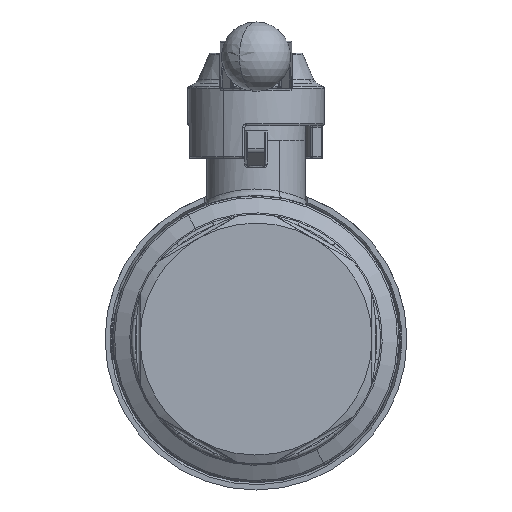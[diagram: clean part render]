
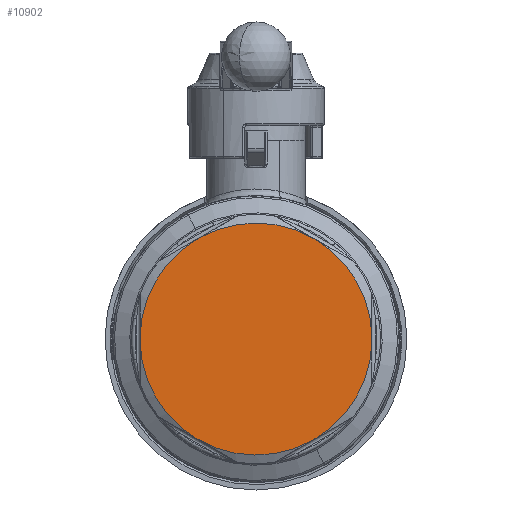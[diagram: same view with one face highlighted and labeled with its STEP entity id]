
A CAD part, front view. The second image highlights one B-rep face of the part: STEP entity #10902.
In plain terms, the highlighted planar face has unit normal (0, -1, 0).
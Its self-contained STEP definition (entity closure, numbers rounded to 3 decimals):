
#10374=CARTESIAN_POINT('Axis2P3D Location',(0.,-55.7,0.)) ;
#10378=CARTESIAN_POINT('Vertex',(16.3,-55.7,-29.838)) ;
#10380=CARTESIAN_POINT('Vertex',(17.,-55.7,-29.445)) ;
#10519=CARTESIAN_POINT('Vertex',(-34.,-55.7,0.)) ;
#10653=CARTESIAN_POINT('Vertex',(-17.,-55.7,-29.445)) ;
#10825=CARTESIAN_POINT('Axis2P3D Location',(0.,-55.7,0.)) ;
#10829=CARTESIAN_POINT('Vertex',(-16.3,-55.7,29.838)) ;
#10831=CARTESIAN_POINT('Vertex',(-17.,-55.7,29.445)) ;
#10853=CARTESIAN_POINT('Axis2P3D Location',(0.,-55.7,30.6)) ;
#10858=CARTESIAN_POINT('Axis2P3D Location',(0.,-55.7,0.)) ;
#10862=CARTESIAN_POINT('Vertex',(34.,-55.7,0.)) ;
#10865=CARTESIAN_POINT('Axis2P3D Location',(0.,-55.7,0.)) ;
#10869=CARTESIAN_POINT('Vertex',(17.,-55.7,29.445)) ;
#10872=CARTESIAN_POINT('Axis2P3D Location',(0.,-55.7,0.)) ;
#10877=CARTESIAN_POINT('Axis2P3D Location',(0.,-55.7,0.)) ;
#10882=CARTESIAN_POINT('Axis2P3D Location',(0.,-55.7,0.)) ;
#10887=CARTESIAN_POINT('Axis2P3D Location',(0.,-55.7,0.)) ;
#10375=DIRECTION('Axis2P3D Direction',(0.,1.,-0.)) ;
#10826=DIRECTION('Axis2P3D Direction',(0.,1.,-0.)) ;
#10854=DIRECTION('Axis2P3D Direction',(0.,-1.,0.)) ;
#10855=DIRECTION('Axis2P3D XDirection',(1.,0.,0.)) ;
#10859=DIRECTION('Axis2P3D Direction',(0.,-1.,0.)) ;
#10866=DIRECTION('Axis2P3D Direction',(0.,-1.,0.)) ;
#10873=DIRECTION('Axis2P3D Direction',(0.,-1.,0.)) ;
#10878=DIRECTION('Axis2P3D Direction',(0.,-1.,0.)) ;
#10883=DIRECTION('Axis2P3D Direction',(0.,-1.,0.)) ;
#10888=DIRECTION('Axis2P3D Direction',(0.,-1.,0.)) ;
#10376=AXIS2_PLACEMENT_3D('Circle Axis2P3D',#10374,#10375,$) ;
#10827=AXIS2_PLACEMENT_3D('Circle Axis2P3D',#10825,#10826,$) ;
#10856=AXIS2_PLACEMENT_3D('Plane Axis2P3D',#10853,#10854,#10855) ;
#10860=AXIS2_PLACEMENT_3D('Circle Axis2P3D',#10858,#10859,$) ;
#10867=AXIS2_PLACEMENT_3D('Circle Axis2P3D',#10865,#10866,$) ;
#10874=AXIS2_PLACEMENT_3D('Circle Axis2P3D',#10872,#10873,$) ;
#10879=AXIS2_PLACEMENT_3D('Circle Axis2P3D',#10877,#10878,$) ;
#10884=AXIS2_PLACEMENT_3D('Circle Axis2P3D',#10882,#10883,$) ;
#10889=AXIS2_PLACEMENT_3D('Circle Axis2P3D',#10887,#10888,$) ;
#10893=ORIENTED_EDGE('',*,*,#10382,.T.) ;
#10894=ORIENTED_EDGE('',*,*,#10864,.T.) ;
#10895=ORIENTED_EDGE('',*,*,#10871,.T.) ;
#10896=ORIENTED_EDGE('',*,*,#10876,.T.) ;
#10897=ORIENTED_EDGE('',*,*,#10833,.T.) ;
#10898=ORIENTED_EDGE('',*,*,#10881,.T.) ;
#10899=ORIENTED_EDGE('',*,*,#10886,.T.) ;
#10900=ORIENTED_EDGE('',*,*,#10891,.T.) ;
#10902=ADVANCED_FACE('PartBody',(#10901),#10857,.T.) ;
#10377=CIRCLE('generated circle',#10376,34.) ;
#10828=CIRCLE('generated circle',#10827,34.) ;
#10861=CIRCLE('generated circle',#10860,34.) ;
#10868=CIRCLE('generated circle',#10867,34.) ;
#10875=CIRCLE('generated circle',#10874,34.) ;
#10880=CIRCLE('generated circle',#10879,34.) ;
#10885=CIRCLE('generated circle',#10884,34.) ;
#10890=CIRCLE('generated circle',#10889,34.) ;
#10382=EDGE_CURVE('',#10379,#10381,#10377,.F.) ;
#10833=EDGE_CURVE('',#10830,#10832,#10828,.F.) ;
#10864=EDGE_CURVE('',#10381,#10863,#10861,.T.) ;
#10871=EDGE_CURVE('',#10863,#10870,#10868,.T.) ;
#10876=EDGE_CURVE('',#10870,#10830,#10875,.T.) ;
#10881=EDGE_CURVE('',#10832,#10520,#10880,.T.) ;
#10886=EDGE_CURVE('',#10520,#10654,#10885,.T.) ;
#10891=EDGE_CURVE('',#10654,#10379,#10890,.T.) ;
#10892=EDGE_LOOP('',(#10893,#10894,#10895,#10896,#10897,#10898,#10899,#10900)) ;
#10901=FACE_OUTER_BOUND('',#10892,.T.) ;
#10857=PLANE('',#10856) ;
#10379=VERTEX_POINT('',#10378) ;
#10381=VERTEX_POINT('',#10380) ;
#10520=VERTEX_POINT('',#10519) ;
#10654=VERTEX_POINT('',#10653) ;
#10830=VERTEX_POINT('',#10829) ;
#10832=VERTEX_POINT('',#10831) ;
#10863=VERTEX_POINT('',#10862) ;
#10870=VERTEX_POINT('',#10869) ;
